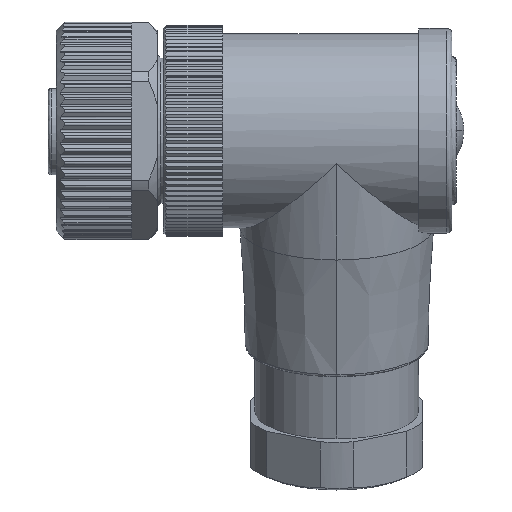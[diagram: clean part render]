
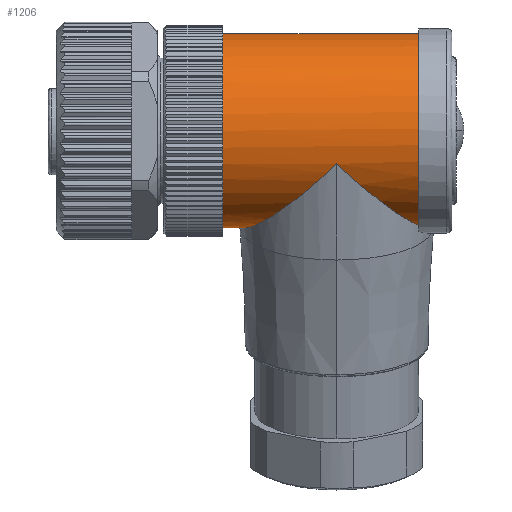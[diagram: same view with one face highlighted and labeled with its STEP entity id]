
A CAD part, front view. The second image highlights one B-rep face of the part: STEP entity #1206.
In plain terms, the highlighted cylindrical face has radius 9 mm (diameter 18 mm), a partial arc.
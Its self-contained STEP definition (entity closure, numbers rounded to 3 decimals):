
#221 = DIRECTION ( 'NONE',  ( -1., 0., 0. ) ) ;
#1206 = ADVANCED_FACE ( 'NONE', ( #2840 ), #8165, .T. ) ;
#2633 = CARTESIAN_POINT ( 'NONE',  ( 34.4, -1.931, -8.79 ) ) ;
#2713 = DIRECTION ( 'NONE',  ( 1., 0., 0. ) ) ;
#2840 = FACE_OUTER_BOUND ( 'NONE', #24549, .T. ) ;
#2867 = VECTOR ( 'NONE', #9691, 1000. ) ;
#3308 = VERTEX_POINT ( 'NONE', #4773 ) ;
#3314 = VERTEX_POINT ( 'NONE', #2633 ) ;
#3830 = EDGE_CURVE ( 'NONE', #8222, #3314, #6034, .T. ) ;
#4242 = VERTEX_POINT ( 'NONE', #26126 ) ;
#4327 = CIRCLE ( 'NONE', #12535, 9. ) ;
#4773 = CARTESIAN_POINT ( 'NONE',  ( 16.2, 0., 9. ) ) ;
#5914 = EDGE_CURVE ( 'NONE', #3308, #4242, #23419, .T. ) ;
#6034 =( BOUNDED_CURVE ( )  B_SPLINE_CURVE ( 3, ( #23026, #8058, #21162, #10452 ),
 .UNSPECIFIED., .F., .F. ) 
 B_SPLINE_CURVE_WITH_KNOTS ( ( 4, 4 ),
 ( 4.712, 5.718 ),
 .UNSPECIFIED. ) 
 CURVE ( )  GEOMETRIC_REPRESENTATION_ITEM ( )  RATIONAL_B_SPLINE_CURVE ( ( 1., 0.918, 0.918, 1. ) ) 
 REPRESENTATION_ITEM ( '' )  );
#6277 = CARTESIAN_POINT ( 'NONE',  ( 22.887, -7.119, -6.755 ) ) ;
#6339 = DIRECTION ( 'NONE',  ( 0., 0., -1. ) ) ;
#7835 = AXIS2_PLACEMENT_3D ( 'NONE', #15653, #2713, #19736 ) ;
#8058 = CARTESIAN_POINT ( 'NONE',  ( 29.951, -7.38, -6.039 ) ) ;
#8165 = CYLINDRICAL_SURFACE ( 'NONE', #7835, 9. ) ;
#8222 = VERTEX_POINT ( 'NONE', #11381 ) ;
#8596 = CARTESIAN_POINT ( 'NONE',  ( 23.4, 0., 9. ) ) ;
#9461 = ORIENTED_EDGE ( 'NONE', *, *, #3830, .T. ) ;
#9610 = CARTESIAN_POINT ( 'NONE',  ( 18.343, 0., -9. ) ) ;
#9691 = DIRECTION ( 'NONE',  ( 1., 0., 0. ) ) ;
#10452 = CARTESIAN_POINT ( 'NONE',  ( 34.4, -1.931, -8.79 ) ) ;
#10503 = CARTESIAN_POINT ( 'NONE',  ( 34.4, 0., 0. ) ) ;
#11381 = CARTESIAN_POINT ( 'NONE',  ( 26.8, -8.457, -3.078 ) ) ;
#12315 = ORIENTED_EDGE ( 'NONE', *, *, #17316, .T. ) ;
#12414 = ORIENTED_EDGE ( 'NONE', *, *, #25878, .F. ) ;
#12535 = AXIS2_PLACEMENT_3D ( 'NONE', #10503, #221, #6339 ) ;
#12649 = EDGE_CURVE ( 'NONE', #4242, #20450, #14846, .T. ) ;
#13076 = ORIENTED_EDGE ( 'NONE', *, *, #5914, .T. ) ;
#13490 = ORIENTED_EDGE ( 'NONE', *, *, #16301, .T. ) ;
#14846 = LINE ( 'NONE', #15955, #2867 ) ;
#15653 = CARTESIAN_POINT ( 'NONE',  ( 23.4, 0., 0. ) ) ;
#15955 = CARTESIAN_POINT ( 'NONE',  ( 23.4, 0., -9. ) ) ;
#16254 = CARTESIAN_POINT ( 'NONE',  ( 16.2, 0., 0. ) ) ;
#16301 = EDGE_CURVE ( 'NONE', #3314, #24283, #4327, .T. ) ;
#16344 = DIRECTION ( 'NONE',  ( 1., 0., 0. ) ) ;
#16700 = CARTESIAN_POINT ( 'NONE',  ( 26.8, -8.457, -3.078 ) ) ;
#16708 = DIRECTION ( 'NONE',  ( 1., 0., 0. ) ) ;
#17316 = EDGE_CURVE ( 'NONE', #20450, #8222, #22045, .T. ) ;
#19104 = CARTESIAN_POINT ( 'NONE',  ( 19.681, -3.913, -9. ) ) ;
#19736 = DIRECTION ( 'NONE',  ( 0., 0., -1. ) ) ;
#19919 = CARTESIAN_POINT ( 'NONE',  ( 34.4, 0., 9. ) ) ;
#20402 = DIRECTION ( 'NONE',  ( 0., 0., -1. ) ) ;
#20450 = VERTEX_POINT ( 'NONE', #9610 ) ;
#21162 = CARTESIAN_POINT ( 'NONE',  ( 32.712, -5.008, -8.114 ) ) ;
#21358 = VECTOR ( 'NONE', #16708, 1000. ) ;
#22045 =( BOUNDED_CURVE ( )  B_SPLINE_CURVE ( 3, ( #25268, #19104, #6277, #16700 ),
 .UNSPECIFIED., .F., .F. ) 
 B_SPLINE_CURVE_WITH_KNOTS ( ( 4, 4 ),
 ( 3.491, 4.712 ),
 .UNSPECIFIED. ) 
 CURVE ( )  GEOMETRIC_REPRESENTATION_ITEM ( )  RATIONAL_B_SPLINE_CURVE ( ( 1., 0.879, 0.879, 1. ) ) 
 REPRESENTATION_ITEM ( '' )  );
#23026 = CARTESIAN_POINT ( 'NONE',  ( 26.8, -8.457, -3.078 ) ) ;
#23419 = CIRCLE ( 'NONE', #27329, 9. ) ;
#23679 = ORIENTED_EDGE ( 'NONE', *, *, #12649, .T. ) ;
#24283 = VERTEX_POINT ( 'NONE', #19919 ) ;
#24549 = EDGE_LOOP ( 'NONE', ( #12414, #13076, #23679, #12315, #9461, #13490 ) ) ;
#25268 = CARTESIAN_POINT ( 'NONE',  ( 18.343, 0., -9. ) ) ;
#25878 = EDGE_CURVE ( 'NONE', #3308, #24283, #27020, .T. ) ;
#26126 = CARTESIAN_POINT ( 'NONE',  ( 16.2, 0., -9. ) ) ;
#27020 = LINE ( 'NONE', #8596, #21358 ) ;
#27329 = AXIS2_PLACEMENT_3D ( 'NONE', #16254, #16344, #20402 ) ;
